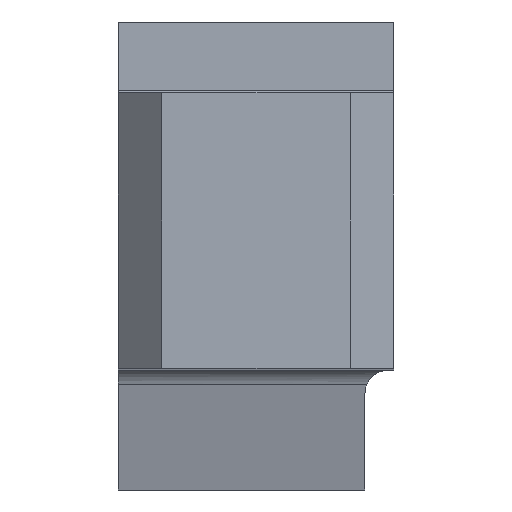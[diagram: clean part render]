
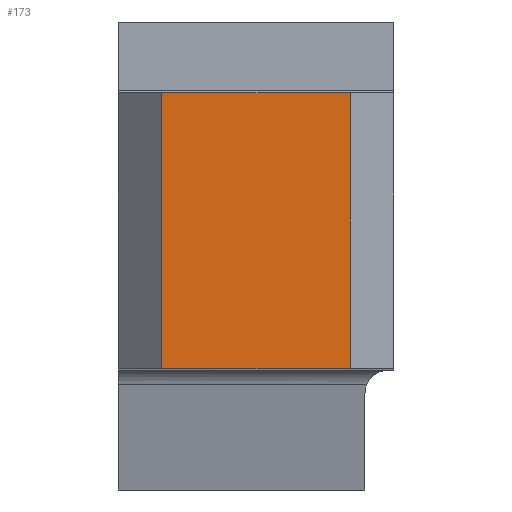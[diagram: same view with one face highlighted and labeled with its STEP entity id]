
A CAD part, top view. The second image highlights one B-rep face of the part: STEP entity #173.
In plain terms, the highlighted planar face has unit normal (0, 0, 1).
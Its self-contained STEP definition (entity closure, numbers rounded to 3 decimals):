
#173=ADVANCED_FACE('CU_BACK_SU1',(#285),#231,.F.);
#231=PLANE('',#1422);
#285=FACE_OUTER_BOUND('',#349,.T.);
#349=EDGE_LOOP('',(#559,#560,#561,#562));
#559=ORIENTED_EDGE('',*,*,#970,.F.);
#560=ORIENTED_EDGE('',*,*,#971,.T.);
#561=ORIENTED_EDGE('',*,*,#972,.T.);
#562=ORIENTED_EDGE('',*,*,#973,.T.);
#831=VERTEX_POINT('',#2106);
#832=VERTEX_POINT('',#2107);
#833=VERTEX_POINT('',#2109);
#834=VERTEX_POINT('',#2111);
#970=EDGE_CURVE('',#831,#832,#1117,.T.);
#971=EDGE_CURVE('',#831,#833,#1118,.T.);
#972=EDGE_CURVE('',#833,#834,#1119,.T.);
#973=EDGE_CURVE('',#834,#832,#1120,.T.);
#1117=LINE('',#2105,#1251);
#1118=LINE('',#2108,#1252);
#1119=LINE('',#2110,#1253);
#1120=LINE('',#2112,#1254);
#1251=VECTOR('',#1674,1.);
#1252=VECTOR('',#1675,1.);
#1253=VECTOR('',#1676,1.);
#1254=VECTOR('',#1677,1.);
#1422=AXIS2_PLACEMENT_3D('',#2113,#1678,#1679);
#1674=DIRECTION('',(0.,1.,0.));
#1675=DIRECTION('',(1.,0.,0.));
#1676=DIRECTION('',(0.,1.,0.));
#1677=DIRECTION('',(-1.,0.,0.));
#1678=DIRECTION('',(0.,0.,-1.));
#1679=DIRECTION('',(-1.,0.,0.));
#2105=CARTESIAN_POINT('',(-16.05,0.,0.));
#2106=CARTESIAN_POINT('',(-16.05,-19.05,0.));
#2107=CARTESIAN_POINT('',(-16.05,0.,0.));
#2108=CARTESIAN_POINT('',(15.143,-19.05,0.));
#2109=CARTESIAN_POINT('',(-3.,-19.05,0.));
#2110=CARTESIAN_POINT('',(-3.,0.,0.));
#2111=CARTESIAN_POINT('',(-3.,0.,0.));
#2112=CARTESIAN_POINT('',(15.143,0.,0.));
#2113=CARTESIAN_POINT('',(15.143,-31.95,0.));
